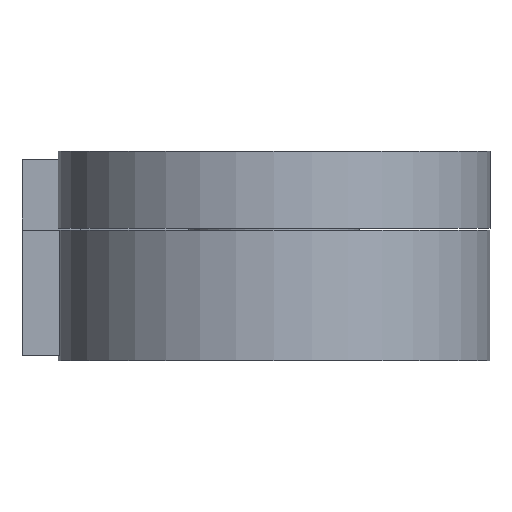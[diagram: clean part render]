
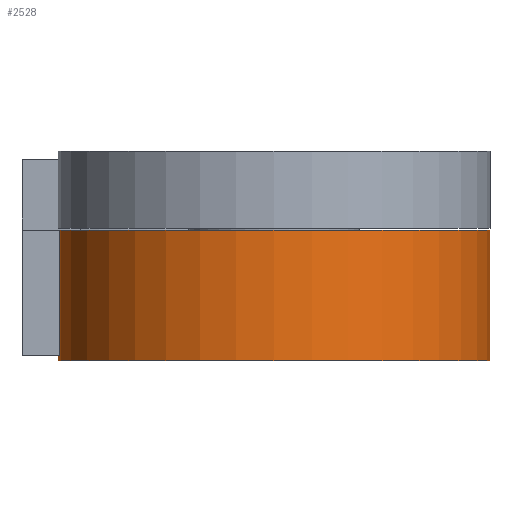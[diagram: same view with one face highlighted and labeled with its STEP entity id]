
A CAD part, left-side view. The second image highlights one B-rep face of the part: STEP entity #2528.
In plain terms, the highlighted cylindrical face has radius 62.484 mm (diameter 124.968 mm), a full revolution.
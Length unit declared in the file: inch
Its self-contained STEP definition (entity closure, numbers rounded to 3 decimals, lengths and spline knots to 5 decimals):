
#99=CYLINDRICAL_SURFACE('',#4319,2.46);
#758=VERTEX_POINT('',#4003);
#759=VERTEX_POINT('',#4005);
#878=CIRCLE('',#4320,2.46);
#879=CIRCLE('',#4321,2.46);
#1202=EDGE_CURVE('',#758,#758,#878,.T.);
#1203=EDGE_CURVE('',#759,#759,#879,.T.);
#1833=ORIENTED_EDGE('',*,*,#1202,.T.);
#1834=ORIENTED_EDGE('',*,*,#1203,.T.);
#2090=EDGE_LOOP('',(#1833));
#2091=EDGE_LOOP('',(#1834));
#2335=FACE_BOUND('',#2090,.T.);
#2336=FACE_BOUND('',#2091,.T.);
#2528=ADVANCED_FACE('',(#2335,#2336),#99,.T.);
#3250=DIRECTION('',(0.,0.,1.));
#3251=DIRECTION('',(2.46,0.,0.));
#3252=DIRECTION('',(0.,0.,-1.));
#3253=DIRECTION('',(2.46,0.,0.));
#3254=DIRECTION('',(0.,0.,1.));
#3255=DIRECTION('',(2.46,0.,0.));
#4001=CARTESIAN_POINT('',(23.883,18.54879,0.));
#4002=CARTESIAN_POINT('',(23.883,18.54879,1.488));
#4003=CARTESIAN_POINT('',(26.343,18.54879,1.488));
#4004=CARTESIAN_POINT('',(23.883,18.54879,0.));
#4005=CARTESIAN_POINT('',(26.343,18.54879,0.));
#4319=AXIS2_PLACEMENT_3D('',#4001,#3250,#3251);
#4320=AXIS2_PLACEMENT_3D('',#4002,#3252,#3253);
#4321=AXIS2_PLACEMENT_3D('',#4004,#3254,#3255);
